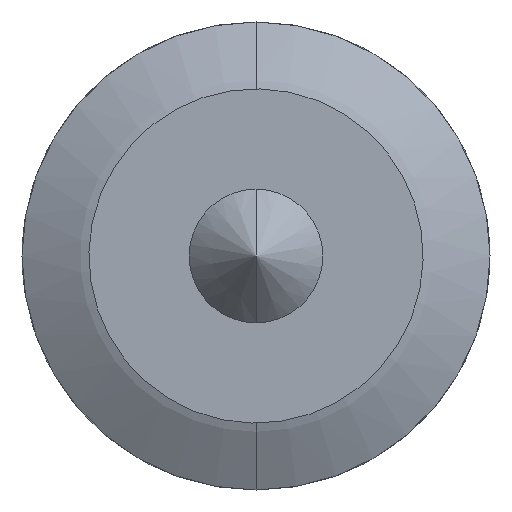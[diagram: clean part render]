
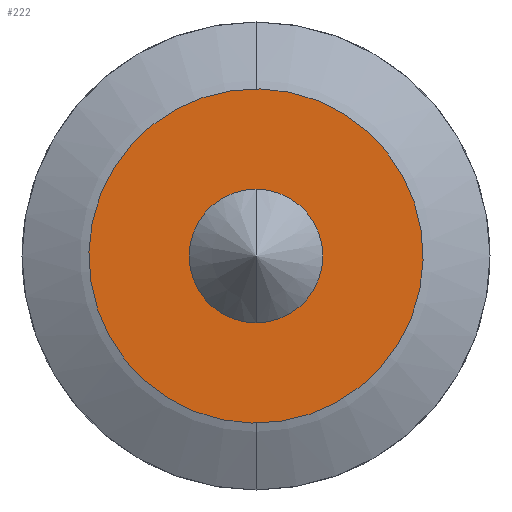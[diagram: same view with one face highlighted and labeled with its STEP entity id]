
A CAD part, front view. The second image highlights one B-rep face of the part: STEP entity #222.
In plain terms, the highlighted planar face has unit normal (0, -1, 0).
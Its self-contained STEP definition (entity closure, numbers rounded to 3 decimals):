
#78 = ORIENTED_EDGE ( 'NONE', *, *, #904, .F. ) ;
#86 = ORIENTED_EDGE ( 'NONE', *, *, #907, .T. ) ;
#89 = ORIENTED_EDGE ( 'NONE', *, *, #910, .T. ) ;
#91 = ORIENTED_EDGE ( 'NONE', *, *, #912, .F. ) ;
#97 = VERTEX_POINT ( 'NONE', #1011 ) ;
#98 = VERTEX_POINT ( 'NONE', #1012 ) ;
#105 = VERTEX_POINT ( 'NONE', #996 ) ;
#114 = VERTEX_POINT ( 'NONE', #1007 ) ;
#151 = FACE_OUTER_BOUND ( 'NONE', #390, .T. ) ;
#152 = FACE_BOUND ( 'NONE', #369, .T. ) ;
#222 = ADVANCED_FACE ( 'NONE', ( #151, #152 ), #717, .F. ) ;
#252 = DIRECTION ( 'NONE',  ( 0., 0., 1. ) ) ;
#369 = EDGE_LOOP ( 'NONE', ( #89, #86 ) ) ;
#390 = EDGE_LOOP ( 'NONE', ( #78, #91 ) ) ;
#493 = CIRCLE ( 'NONE', #497, 1.75 ) ;
#495 = CIRCLE ( 'NONE', #522, 1.75 ) ;
#497 = AXIS2_PLACEMENT_3D ( 'NONE', #684, #630, #651 ) ;
#521 = AXIS2_PLACEMENT_3D ( 'NONE', #709, #706, #252 ) ;
#522 = AXIS2_PLACEMENT_3D ( 'NONE', #751, #734, #725 ) ;
#566 = DIRECTION ( 'NONE',  ( 0., 0., 1. ) ) ;
#584 = DIRECTION ( 'NONE',  ( 0., 1., 0. ) ) ;
#590 = CARTESIAN_POINT ( 'NONE',  ( 0., 0., 0. ) ) ;
#630 = DIRECTION ( 'NONE',  ( 0., 1., 0. ) ) ;
#651 = DIRECTION ( 'NONE',  ( 0., 0., 1. ) ) ;
#684 = CARTESIAN_POINT ( 'NONE',  ( 0., 0., 0. ) ) ;
#706 = DIRECTION ( 'NONE',  ( 0., 1., 0. ) ) ;
#709 = CARTESIAN_POINT ( 'NONE',  ( 0., 0., 0. ) ) ;
#710 = DIRECTION ( 'NONE',  ( 0., 1., 0. ) ) ;
#713 = DIRECTION ( 'NONE',  ( 0., 0., 1. ) ) ;
#717 = PLANE ( 'NONE',  #862 ) ;
#720 = CARTESIAN_POINT ( 'NONE',  ( 0., 0., 0. ) ) ;
#725 = DIRECTION ( 'NONE',  ( 0., 0., 1. ) ) ;
#734 = DIRECTION ( 'NONE',  ( 0., 1., 0. ) ) ;
#751 = CARTESIAN_POINT ( 'NONE',  ( 0., 0., 0. ) ) ;
#853 = AXIS2_PLACEMENT_3D ( 'NONE', #590, #584, #566 ) ;
#860 = CIRCLE ( 'NONE', #521, 5. ) ;
#861 = CIRCLE ( 'NONE', #853, 5. ) ;
#862 = AXIS2_PLACEMENT_3D ( 'NONE', #720, #710, #713 ) ;
#904 = EDGE_CURVE ( 'NONE', #114, #97, #861, .T. ) ;
#907 = EDGE_CURVE ( 'NONE', #98, #105, #495, .T. ) ;
#910 = EDGE_CURVE ( 'NONE', #105, #98, #493, .T. ) ;
#912 = EDGE_CURVE ( 'NONE', #97, #114, #860, .T. ) ;
#996 = CARTESIAN_POINT ( 'NONE',  ( 0., 0., -1.75 ) ) ;
#1007 = CARTESIAN_POINT ( 'NONE',  ( 0., 0., -5. ) ) ;
#1011 = CARTESIAN_POINT ( 'NONE',  ( 0., 0., 5. ) ) ;
#1012 = CARTESIAN_POINT ( 'NONE',  ( 0., 0., 1.75 ) ) ;
